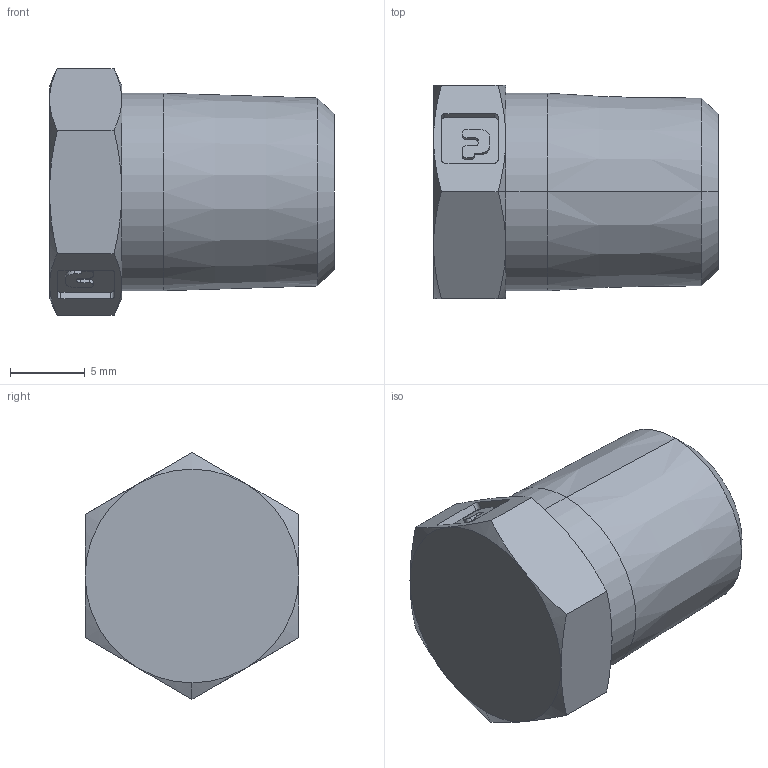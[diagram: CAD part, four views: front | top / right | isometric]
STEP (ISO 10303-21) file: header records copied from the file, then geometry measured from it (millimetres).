
FILE_DESCRIPTION (( 'STEP AP214' ), '1' );
FILE_NAME ('Plug0.25.step', '2018-12-19T16:08:55', ( '' ), ( '' ), 'SwSTEP 2.0', 'SolidWorks 2018', '' );
FILE_SCHEMA (( 'AUTOMOTIVE_DESIGN' ));
Length unit declared in the file: inch
Products named in the file (1): Plug0.25
Bounding box: 19.05 x 14.29 x 16.5 mm (x, y, z)
Volume: 2213.9 mm3; surface area: 1414.1 mm2
Topology: 1 solids, 1 shells, 93 faces, 236 edges, 149 vertices
Faces by surface type: plane 41, cylinder 30, cone 22
Entity records: 2892 total; most frequent: CARTESIAN_POINT 597, DIRECTION 478, ORIENTED_EDGE 468, EDGE_CURVE 234, AXIS2_PLACEMENT_3D 174, VERTEX_POINT 149, LINE 130, VECTOR 130
